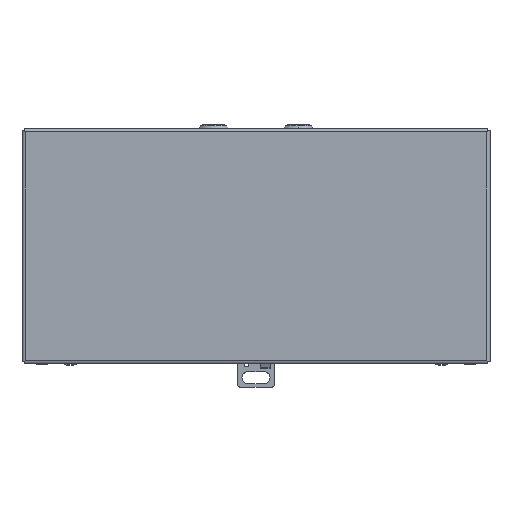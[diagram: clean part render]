
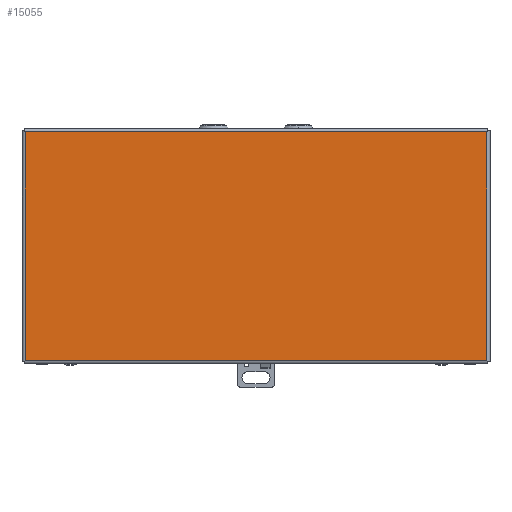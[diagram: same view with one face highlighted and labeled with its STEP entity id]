
A CAD part, top view. The second image highlights one B-rep face of the part: STEP entity #15055.
In plain terms, the highlighted planar face has unit normal (0, 0, 1).
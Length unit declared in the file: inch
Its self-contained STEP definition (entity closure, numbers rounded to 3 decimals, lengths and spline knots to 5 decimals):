
#179 = DIRECTION ( 'NONE',  ( 1., 0., 0. ) ) ;
#591 = CARTESIAN_POINT ( 'NONE',  ( 6.1585, -0.029, 6.0285 ) ) ;
#673 = DIRECTION ( 'NONE',  ( 0., -1., 0. ) ) ;
#810 = EDGE_CURVE ( 'NONE', #6385, #9737, #2017, .T. ) ;
#2017 = LINE ( 'NONE', #5787, #10244 ) ;
#2101 = DIRECTION ( 'NONE',  ( 0., 1., 0. ) ) ;
#2307 = ORIENTED_EDGE ( 'NONE', *, *, #810, .F. ) ;
#2494 = EDGE_LOOP ( 'NONE', ( #2307, #6846, #13086, #9068 ) ) ;
#2772 = EDGE_CURVE ( 'NONE', #12235, #6385, #3464, .T. ) ;
#3464 = LINE ( 'NONE', #10537, #4205 ) ;
#3600 = CARTESIAN_POINT ( 'NONE',  ( 6.1585, -6.135, 6.0285 ) ) ;
#3793 = CARTESIAN_POINT ( 'NONE',  ( -6.1585, -6.135, 6.0285 ) ) ;
#4065 = VERTEX_POINT ( 'NONE', #14134 ) ;
#4205 = VECTOR ( 'NONE', #8351, 39.37008 ) ;
#5787 = CARTESIAN_POINT ( 'NONE',  ( -6.1585, -6.135, 6.0285 ) ) ;
#5871 = FACE_OUTER_BOUND ( 'NONE', #2494, .T. ) ;
#6385 = VERTEX_POINT ( 'NONE', #3793 ) ;
#6846 = ORIENTED_EDGE ( 'NONE', *, *, #2772, .F. ) ;
#7154 = CARTESIAN_POINT ( 'NONE',  ( 6.1585, -0.029, 6.0285 ) ) ;
#8351 = DIRECTION ( 'NONE',  ( -1., 0., 0. ) ) ;
#8513 = DIRECTION ( 'NONE',  ( 0., 0., 1. ) ) ;
#9068 = ORIENTED_EDGE ( 'NONE', *, *, #14594, .F. ) ;
#9674 = CARTESIAN_POINT ( 'NONE',  ( -6.1585, -0.029, 6.0285 ) ) ;
#9737 = VERTEX_POINT ( 'NONE', #9674 ) ;
#10098 = LINE ( 'NONE', #14982, #13840 ) ;
#10244 = VECTOR ( 'NONE', #2101, 39.37008 ) ;
#10537 = CARTESIAN_POINT ( 'NONE',  ( 6.1585, -6.135, 6.0285 ) ) ;
#10766 = PLANE ( 'NONE',  #14610 ) ;
#11553 = LINE ( 'NONE', #591, #15455 ) ;
#11843 = EDGE_CURVE ( 'NONE', #4065, #12235, #11553, .T. ) ;
#12235 = VERTEX_POINT ( 'NONE', #3600 ) ;
#13086 = ORIENTED_EDGE ( 'NONE', *, *, #11843, .F. ) ;
#13840 = VECTOR ( 'NONE', #179, 39.37008 ) ;
#14134 = CARTESIAN_POINT ( 'NONE',  ( 6.1585, -0.029, 6.0285 ) ) ;
#14594 = EDGE_CURVE ( 'NONE', #9737, #4065, #10098, .T. ) ;
#14610 = AXIS2_PLACEMENT_3D ( 'NONE', #7154, #8513, #14692 ) ;
#14692 = DIRECTION ( 'NONE',  ( -1., 0., 0. ) ) ;
#14982 = CARTESIAN_POINT ( 'NONE',  ( -6.1585, -0.029, 6.0285 ) ) ;
#15055 = ADVANCED_FACE ( 'NONE', ( #5871 ), #10766, .T. ) ;
#15455 = VECTOR ( 'NONE', #673, 39.37008 ) ;
